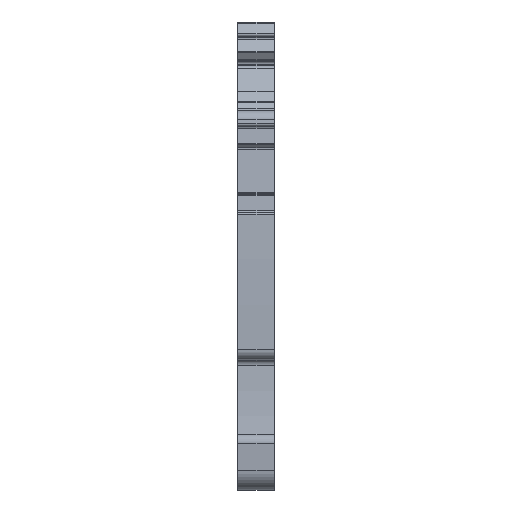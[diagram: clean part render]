
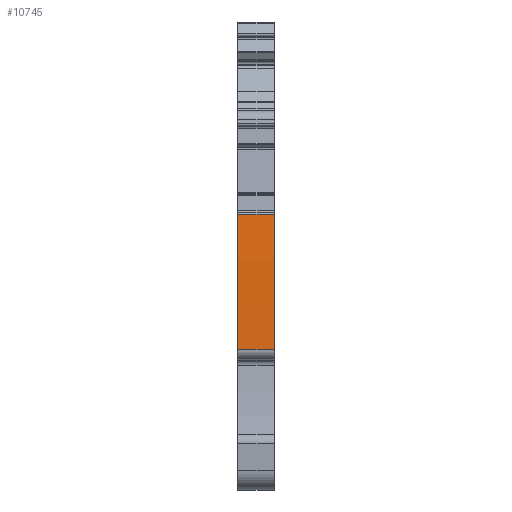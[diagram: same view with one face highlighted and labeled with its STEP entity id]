
A CAD part, front view. The second image highlights one B-rep face of the part: STEP entity #10745.
In plain terms, the highlighted cylindrical face has radius 157.47 mm (diameter 314.94 mm), a partial arc.
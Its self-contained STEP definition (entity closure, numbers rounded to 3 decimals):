
#1978=AXIS2_PLACEMENT_3D('Circle Axis2P3D',#1976,#1977,$) ;
#1985=AXIS2_PLACEMENT_3D('Circle Axis2P3D',#1983,#1984,$) ;
#3888=AXIS2_PLACEMENT_3D('Circle Axis2P3D',#3886,#3887,$) ;
#3895=AXIS2_PLACEMENT_3D('Circle Axis2P3D',#3893,#3894,$) ;
#10730=AXIS2_PLACEMENT_3D('Cylinder Axis2P3D',#10727,#10728,#10729) ;
#1973=CARTESIAN_POINT('Vertex',(0.,1.529,13.427)) ;
#1976=CARTESIAN_POINT('Axis2P3D Location',(0.,159.341,17.059)) ;
#1980=CARTESIAN_POINT('Vertex',(0.,1.528,13.45)) ;
#1983=CARTESIAN_POINT('Axis2P3D Location',(0.,158.957,17.05)) ;
#1987=CARTESIAN_POINT('Vertex',(0.,1.766,26.414)) ;
#3883=CARTESIAN_POINT('Vertex',(3.5,1.766,26.414)) ;
#3886=CARTESIAN_POINT('Axis2P3D Location',(3.5,158.957,17.05)) ;
#3890=CARTESIAN_POINT('Vertex',(3.5,1.528,13.45)) ;
#3893=CARTESIAN_POINT('Axis2P3D Location',(3.5,159.341,17.059)) ;
#3897=CARTESIAN_POINT('Vertex',(3.5,1.529,13.427)) ;
#10714=CARTESIAN_POINT('Line Origine',(1.75,1.529,13.427)) ;
#10727=CARTESIAN_POINT('Axis2P3D Location',(1.75,158.957,17.05)) ;
#10732=CARTESIAN_POINT('Line Origine',(1.75,1.766,26.415)) ;
#1977=DIRECTION('Axis2P3D Direction',(1.,0.,0.)) ;
#1984=DIRECTION('Axis2P3D Direction',(1.,0.,0.)) ;
#3887=DIRECTION('Axis2P3D Direction',(1.,0.,0.)) ;
#3894=DIRECTION('Axis2P3D Direction',(1.,0.,0.)) ;
#10715=DIRECTION('Vector Direction',(1.,0.,0.)) ;
#10728=DIRECTION('Axis2P3D Direction',(1.,0.,0.)) ;
#10729=DIRECTION('Axis2P3D XDirection',(0.,-0.993,0.117)) ;
#10733=DIRECTION('Vector Direction',(1.,0.,0.)) ;
#10716=VECTOR('Line Direction',#10715,1.) ;
#10734=VECTOR('Line Direction',#10733,1.) ;
#10738=ORIENTED_EDGE('',*,*,#3892,.F.) ;
#10739=ORIENTED_EDGE('',*,*,#10736,.F.) ;
#10740=ORIENTED_EDGE('',*,*,#1989,.T.) ;
#10741=ORIENTED_EDGE('',*,*,#1982,.T.) ;
#10742=ORIENTED_EDGE('',*,*,#10718,.T.) ;
#10743=ORIENTED_EDGE('',*,*,#3899,.F.) ;
#10745=ADVANCED_FACE('MLD',(#10744),#10731,.T.) ;
#1979=CIRCLE('generated circle',#1978,157.854) ;
#1986=CIRCLE('generated circle',#1985,157.47) ;
#3889=CIRCLE('generated circle',#3888,157.47) ;
#3896=CIRCLE('generated circle',#3895,157.854) ;
#10731=CYLINDRICAL_SURFACE('generated cylinder',#10730,157.47) ;
#1982=EDGE_CURVE('',#1981,#1974,#1979,.T.) ;
#1989=EDGE_CURVE('',#1988,#1981,#1986,.T.) ;
#3892=EDGE_CURVE('',#3884,#3891,#3889,.T.) ;
#3899=EDGE_CURVE('',#3891,#3898,#3896,.T.) ;
#10718=EDGE_CURVE('',#1974,#3898,#10717,.T.) ;
#10736=EDGE_CURVE('',#1988,#3884,#10735,.T.) ;
#10737=EDGE_LOOP('',(#10738,#10739,#10740,#10741,#10742,#10743)) ;
#10744=FACE_OUTER_BOUND('',#10737,.T.) ;
#10717=LINE('Line',#10714,#10716) ;
#10735=LINE('Line',#10732,#10734) ;
#1974=VERTEX_POINT('',#1973) ;
#1981=VERTEX_POINT('',#1980) ;
#1988=VERTEX_POINT('',#1987) ;
#3884=VERTEX_POINT('',#3883) ;
#3891=VERTEX_POINT('',#3890) ;
#3898=VERTEX_POINT('',#3897) ;
